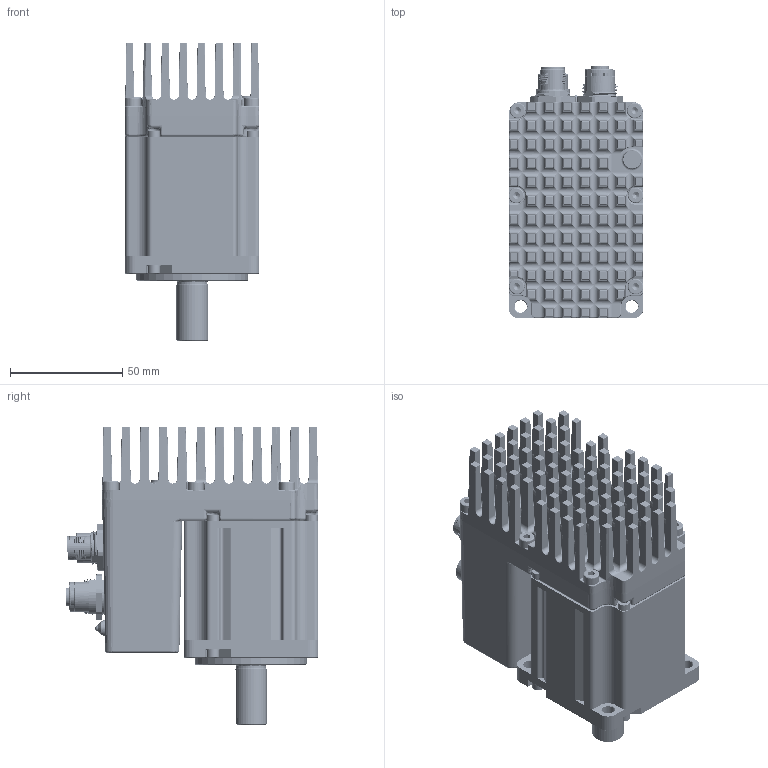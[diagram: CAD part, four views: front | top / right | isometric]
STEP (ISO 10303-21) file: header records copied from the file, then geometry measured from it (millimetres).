
FILE_DESCRIPTION (( 'STEP AP214' ), '1' );
FILE_NAME ('MDX 200W IP65 ³¤.STEP', '2019-01-04T06:04:58', ( '' ), ( '' ), 'SwSTEP 2.0', 'SolidWorks 2015', '' );
FILE_SCHEMA (( 'AUTOMOTIVE_DESIGN' ));
Length unit declared in the file: millimetre
Products named in the file (1): MDX 200W IP65 酗
Bounding box: 60.17 x 112.6 x 133.2 mm (x, y, z)
Surface area: 152526.6 mm2 (no closed solid volume)
Topology: 0 solids, 422 shells, 6078 faces, 16014 edges, 10113 vertices
Faces by surface type: cylinder 2085, plane 1804, bspline 1359, cone 373, sphere 279, torus 178
Entity records: 339238 total; most frequent: CARTESIAN_POINT 137660, ORIENTED_EDGE 28780, DIRECTION 24991, EDGE_CURVE 15544, VERTEX_POINT 10099, AXIS2_PLACEMENT_3D 9182, LINE 6627, VECTOR 6627
